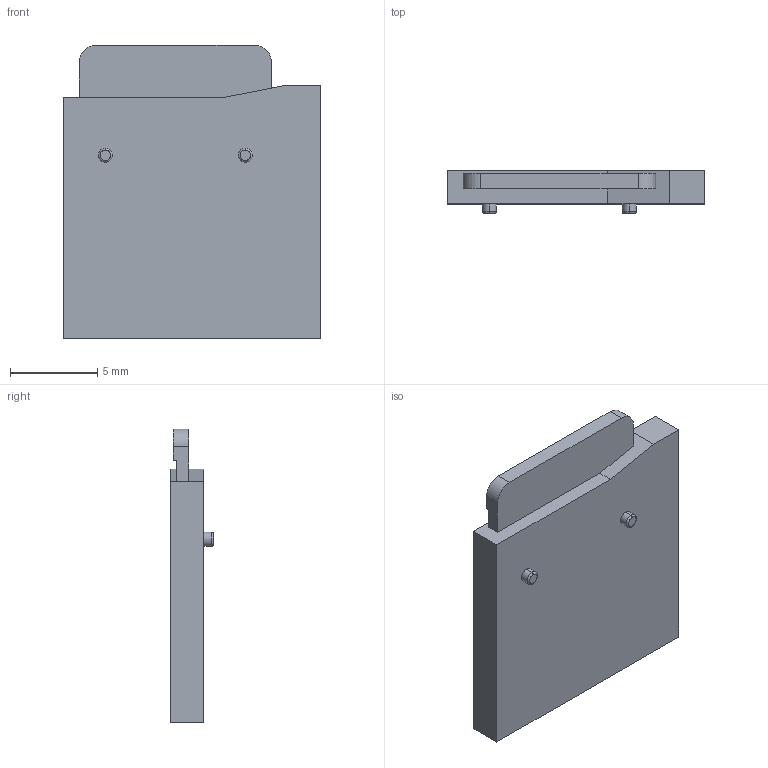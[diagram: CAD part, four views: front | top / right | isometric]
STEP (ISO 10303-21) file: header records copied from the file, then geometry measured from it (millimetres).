
FILE_DESCRIPTION (( 'STEP AP214' ), '1' );
FILE_NAME ('MicroSD.STEP', '2019-04-22T04:27:27', ( '' ), ( '' ), 'SwSTEP 2.0', 'SolidWorks 2019', '' );
FILE_SCHEMA (( 'AUTOMOTIVE_DESIGN' ));
Length unit declared in the file: millimetre
Products named in the file (2): MicroSD
Bounding box: 14.7 x 2.45 x 16.8 mm (x, y, z)
Volume: 417.1 mm3; surface area: 595.1 mm2
Topology: 1 solids, 1 shells, 27 faces, 65 edges, 42 vertices
Faces by surface type: plane 17, cylinder 6, torus 4
Entity records: 1034 total; most frequent: DIRECTION 143, CARTESIAN_POINT 136, ORIENTED_EDGE 130, EDGE_CURVE 65, AXIS2_PLACEMENT_3D 49, VECTOR 45, LINE 45, VERTEX_POINT 42
